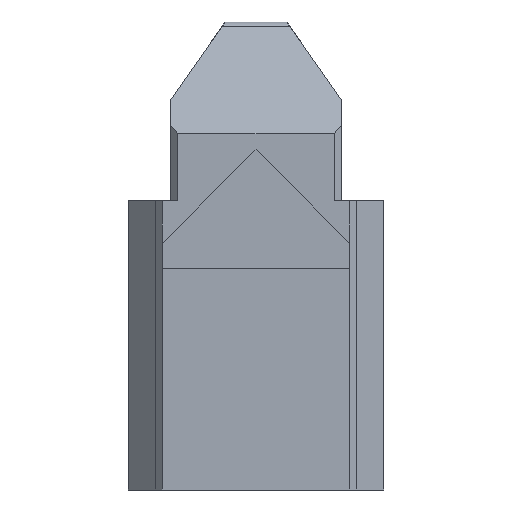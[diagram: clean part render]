
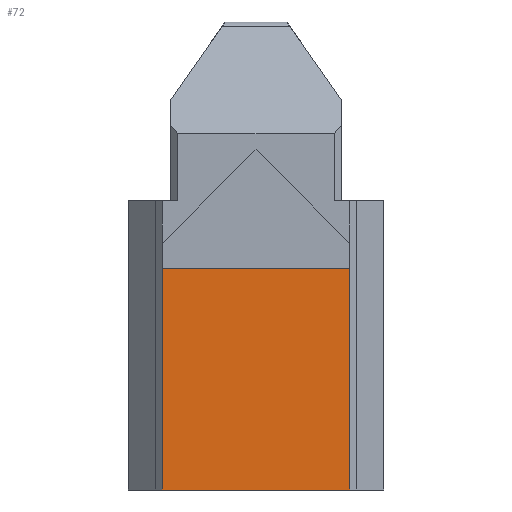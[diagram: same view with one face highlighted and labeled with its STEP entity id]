
A CAD part, front view. The second image highlights one B-rep face of the part: STEP entity #72.
In plain terms, the highlighted planar face has unit normal (0, -1, 0).
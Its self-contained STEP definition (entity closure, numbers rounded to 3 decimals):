
#2 = EDGE_CURVE ( 'NONE', #516, #991, #588, .T. ) ;
#25 = EDGE_CURVE ( 'NONE', #145, #991, #119, .T. ) ;
#60 = DIRECTION ( 'NONE',  ( 0., -1., 0. ) ) ;
#68 = FACE_OUTER_BOUND ( 'NONE', #690, .T. ) ;
#72 = ADVANCED_FACE ( 'NONE', ( #68 ), #426, .T. ) ;
#75 = DIRECTION ( 'NONE',  ( 0., 0., -1. ) ) ;
#93 = LINE ( 'NONE', #370, #801 ) ;
#95 = CARTESIAN_POINT ( 'NONE',  ( 5.5, -4.25, 1. ) ) ;
#101 = CARTESIAN_POINT ( 'NONE',  ( 5.5, -4.25, -12. ) ) ;
#119 = LINE ( 'NONE', #841, #649 ) ;
#136 = DIRECTION ( 'NONE',  ( 0., 0., 1. ) ) ;
#138 = CARTESIAN_POINT ( 'NONE',  ( -5.5, -4.25, 1. ) ) ;
#145 = VERTEX_POINT ( 'NONE', #138 ) ;
#158 = VECTOR ( 'NONE', #136, 1000. ) ;
#263 = EDGE_CURVE ( 'NONE', #145, #1030, #425, .T. ) ;
#298 = DIRECTION ( 'NONE',  ( 1., 0., 0. ) ) ;
#370 = CARTESIAN_POINT ( 'NONE',  ( 0., -4.25, -12. ) ) ;
#384 = EDGE_CURVE ( 'NONE', #1030, #516, #93, .T. ) ;
#396 = AXIS2_PLACEMENT_3D ( 'NONE', #607, #60, #75 ) ;
#401 = ORIENTED_EDGE ( 'NONE', *, *, #263, .T. ) ;
#418 = ORIENTED_EDGE ( 'NONE', *, *, #25, .F. ) ;
#425 = LINE ( 'NONE', #885, #821 ) ;
#426 = PLANE ( 'NONE',  #396 ) ;
#446 = DIRECTION ( 'NONE',  ( 0., 0., -1. ) ) ;
#516 = VERTEX_POINT ( 'NONE', #101 ) ;
#553 = DIRECTION ( 'NONE',  ( 1., 0., 0. ) ) ;
#588 = LINE ( 'NONE', #594, #158 ) ;
#594 = CARTESIAN_POINT ( 'NONE',  ( 5.5, -4.25, -12. ) ) ;
#607 = CARTESIAN_POINT ( 'NONE',  ( 0., -4.25, -12. ) ) ;
#649 = VECTOR ( 'NONE', #298, 1000. ) ;
#690 = EDGE_LOOP ( 'NONE', ( #418, #401, #1104, #712 ) ) ;
#712 = ORIENTED_EDGE ( 'NONE', *, *, #2, .T. ) ;
#736 = CARTESIAN_POINT ( 'NONE',  ( -5.5, -4.25, -12. ) ) ;
#801 = VECTOR ( 'NONE', #553, 1000. ) ;
#821 = VECTOR ( 'NONE', #446, 1000. ) ;
#841 = CARTESIAN_POINT ( 'NONE',  ( -5.5, -4.25, 1. ) ) ;
#885 = CARTESIAN_POINT ( 'NONE',  ( -5.5, -4.25, -12. ) ) ;
#991 = VERTEX_POINT ( 'NONE', #95 ) ;
#1030 = VERTEX_POINT ( 'NONE', #736 ) ;
#1104 = ORIENTED_EDGE ( 'NONE', *, *, #384, .T. ) ;
